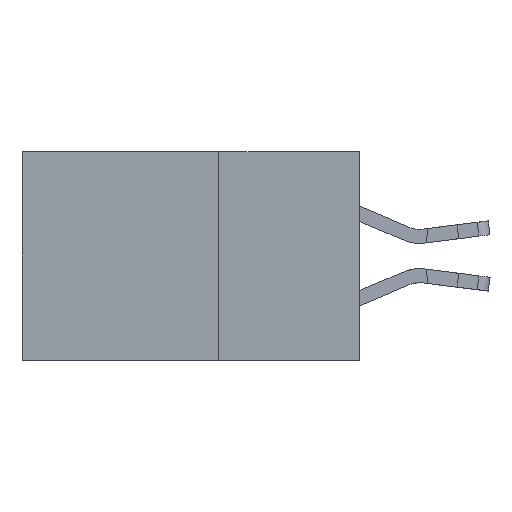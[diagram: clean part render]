
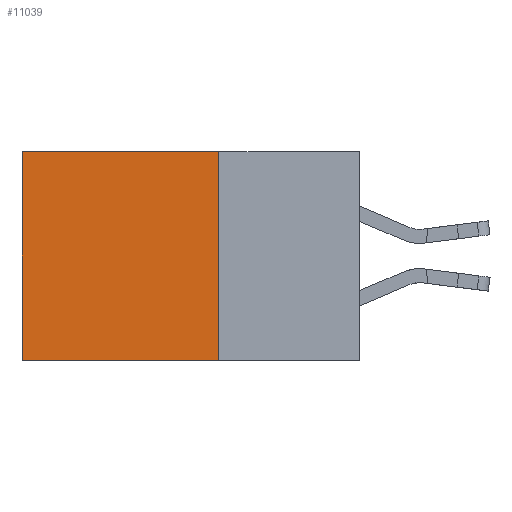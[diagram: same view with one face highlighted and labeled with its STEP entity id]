
A CAD part, left-side view. The second image highlights one B-rep face of the part: STEP entity #11039.
In plain terms, the highlighted planar face has unit normal (-1, 0, 0).
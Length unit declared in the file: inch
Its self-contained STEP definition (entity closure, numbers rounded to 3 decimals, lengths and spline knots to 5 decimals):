
#382 = EDGE_CURVE ( 'NONE', #10501, #6231, #16960, .T. ) ;
#495 = CARTESIAN_POINT ( 'NONE',  ( 0.2875, 0.6, -0.37 ) ) ;
#799 = CARTESIAN_POINT ( 'NONE',  ( 0.2875, 0.6, 0. ) ) ;
#992 = VERTEX_POINT ( 'NONE', #495 ) ;
#1702 = LINE ( 'NONE', #2415, #10970 ) ;
#2415 = CARTESIAN_POINT ( 'NONE',  ( 0.2875, 0.25, 0. ) ) ;
#4280 = DIRECTION ( 'NONE',  ( 0., 0., -1. ) ) ;
#4760 = ORIENTED_EDGE ( 'NONE', *, *, #15178, .T. ) ;
#6162 = ORIENTED_EDGE ( 'NONE', *, *, #382, .T. ) ;
#6231 = VERTEX_POINT ( 'NONE', #19829 ) ;
#6740 = CARTESIAN_POINT ( 'NONE',  ( 0.2875, 0.25, 0. ) ) ;
#6911 = VECTOR ( 'NONE', #11588, 39.37008 ) ;
#7335 = ORIENTED_EDGE ( 'NONE', *, *, #12737, .F. ) ;
#8626 = DIRECTION ( 'NONE',  ( 0., 0., -1. ) ) ;
#9186 = FACE_OUTER_BOUND ( 'NONE', #20459, .T. ) ;
#9916 = LINE ( 'NONE', #799, #18163 ) ;
#10090 = EDGE_CURVE ( 'NONE', #10501, #11300, #1702, .T. ) ;
#10307 = VECTOR ( 'NONE', #13904, 39.37008 ) ;
#10501 = VERTEX_POINT ( 'NONE', #17771 ) ;
#10970 = VECTOR ( 'NONE', #4280, 39.37008 ) ;
#11039 = ADVANCED_FACE ( 'NONE', ( #9186 ), #15614, .F. ) ;
#11300 = VERTEX_POINT ( 'NONE', #16375 ) ;
#11588 = DIRECTION ( 'NONE',  ( 0., 1., 0. ) ) ;
#12737 = EDGE_CURVE ( 'NONE', #11300, #992, #14983, .T. ) ;
#13904 = DIRECTION ( 'NONE',  ( 0., 1., 0. ) ) ;
#14983 = LINE ( 'NONE', #22692, #10307 ) ;
#15067 = CARTESIAN_POINT ( 'NONE',  ( 0.2875, 0.25, 0. ) ) ;
#15178 = EDGE_CURVE ( 'NONE', #6231, #992, #9916, .T. ) ;
#15614 = PLANE ( 'NONE',  #21775 ) ;
#16375 = CARTESIAN_POINT ( 'NONE',  ( 0.2875, 0.25, -0.37 ) ) ;
#16960 = LINE ( 'NONE', #15067, #6911 ) ;
#17078 = DIRECTION ( 'NONE',  ( 0., 0., -1. ) ) ;
#17771 = CARTESIAN_POINT ( 'NONE',  ( 0.2875, 0.25, 0. ) ) ;
#18163 = VECTOR ( 'NONE', #17078, 39.37008 ) ;
#19228 = DIRECTION ( 'NONE',  ( 1., 0., 0. ) ) ;
#19829 = CARTESIAN_POINT ( 'NONE',  ( 0.2875, 0.6, 0. ) ) ;
#20459 = EDGE_LOOP ( 'NONE', ( #4760, #7335, #22085, #6162 ) ) ;
#21775 = AXIS2_PLACEMENT_3D ( 'NONE', #6740, #19228, #8626 ) ;
#22085 = ORIENTED_EDGE ( 'NONE', *, *, #10090, .F. ) ;
#22692 = CARTESIAN_POINT ( 'NONE',  ( 0.2875, 0.25, -0.37 ) ) ;
